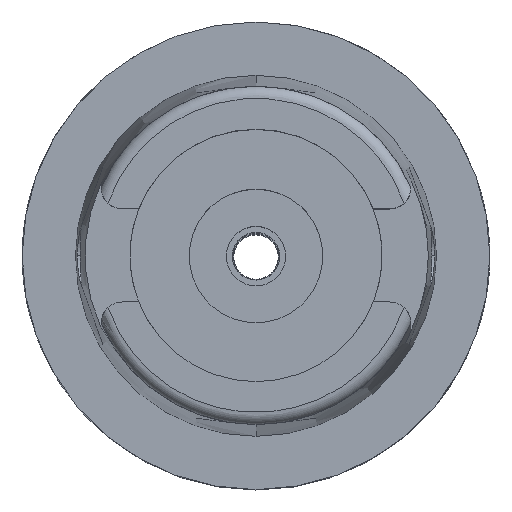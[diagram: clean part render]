
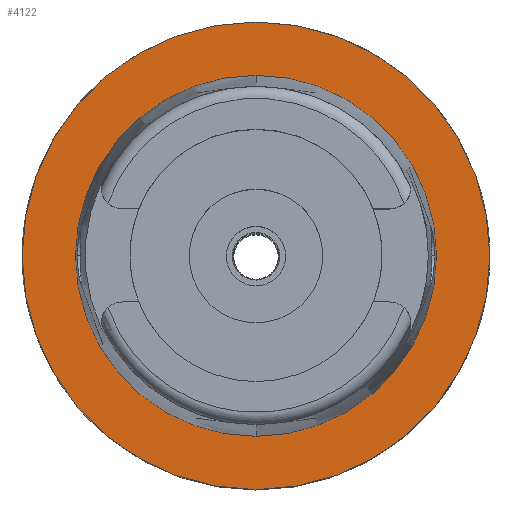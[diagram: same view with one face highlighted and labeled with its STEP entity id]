
A CAD part, top view. The second image highlights one B-rep face of the part: STEP entity #4122.
In plain terms, the highlighted planar face has unit normal (0, 0, 1).
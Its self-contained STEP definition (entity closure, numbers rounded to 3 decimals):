
#1955=CARTESIAN_POINT('',(0.,0.,0.));
#1956=DIRECTION('',(0.,0.,-1.));
#1957=DIRECTION('',(0.,-1.,0.));
#1958=AXIS2_PLACEMENT_3D('',#1955,#1956,#1957);
#1963=CARTESIAN_POINT('',(0.,0.,0.));
#1964=DIRECTION('',(0.,0.,-1.));
#1965=DIRECTION('',(0.,1.,0.));
#1966=AXIS2_PLACEMENT_3D('',#1963,#1964,#1965);
#1971=CARTESIAN_POINT('',(0.,0.,0.));
#1972=DIRECTION('',(0.,0.,1.));
#1973=DIRECTION('',(0.,-1.,0.));
#1974=AXIS2_PLACEMENT_3D('',#1971,#1972,#1973);
#1979=CARTESIAN_POINT('',(0.,0.,0.));
#1980=DIRECTION('',(0.,0.,1.));
#1981=DIRECTION('',(0.,1.,0.));
#1982=AXIS2_PLACEMENT_3D('',#1979,#1980,#1981);
#2426=CARTESIAN_POINT('',(0.,-24.315,0.));
#2427=VERTEX_POINT('',#2426);
#2428=CARTESIAN_POINT('',(0.,24.315,0.));
#2429=VERTEX_POINT('',#2428);
#2716=CARTESIAN_POINT('',(0.,31.5,0.));
#2717=VERTEX_POINT('',#2716);
#2718=CARTESIAN_POINT('',(0.,-31.5,0.));
#2719=VERTEX_POINT('',#2718);
#4109=CARTESIAN_POINT('',(0.,0.,0.));
#4110=DIRECTION('',(0.,0.,1.));
#4111=DIRECTION('',(0.,1.,0.));
#4112=AXIS2_PLACEMENT_3D('',#4109,#4110,#4111);
#4113=PLANE('',#4112);
#4114=ORIENTED_EDGE('',*,*,#4091,.T.);
#4115=ORIENTED_EDGE('',*,*,#3982,.T.);
#4116=EDGE_LOOP('',(#4114,#4115));
#4117=FACE_OUTER_BOUND('',#4116,.F.);
#4118=ORIENTED_EDGE('',*,*,#2894,.T.);
#4119=ORIENTED_EDGE('',*,*,#2865,.T.);
#4120=EDGE_LOOP('',(#4118,#4119));
#4121=FACE_BOUND('',#4120,.F.);
#1959=CIRCLE('',#1958,31.5);
#1967=CIRCLE('',#1966,31.5);
#1975=CIRCLE('',#1974,24.315);
#1983=CIRCLE('',#1982,24.315);
#2865=EDGE_CURVE('',#2429,#2427,#1983,.T.);
#2894=EDGE_CURVE('',#2427,#2429,#1975,.T.);
#3982=EDGE_CURVE('',#2717,#2719,#1967,.T.);
#4091=EDGE_CURVE('',#2719,#2717,#1959,.T.);
#4122=ADVANCED_FACE('',(#4117,#4121),#4113,.T.);
